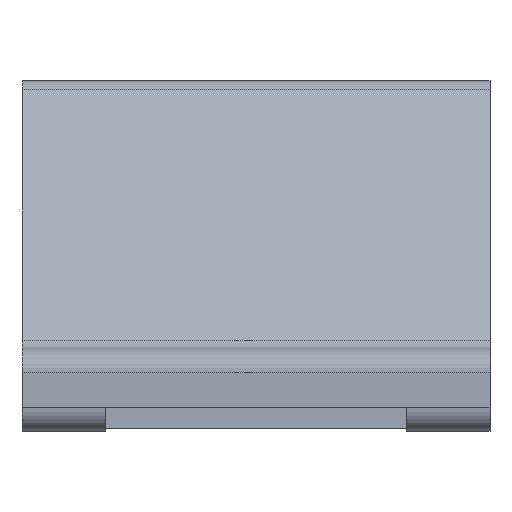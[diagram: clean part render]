
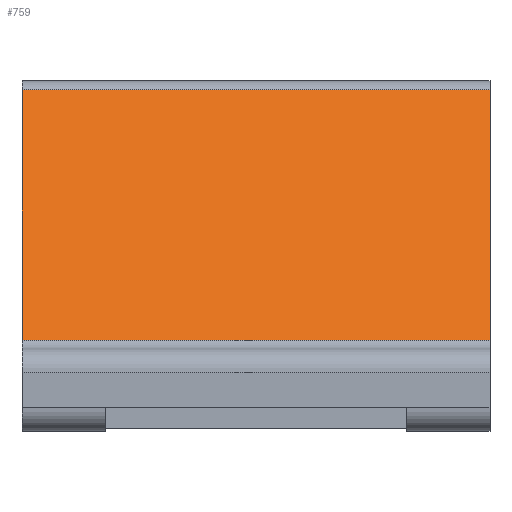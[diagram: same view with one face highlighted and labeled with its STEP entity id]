
A CAD part, top view. The second image highlights one B-rep face of the part: STEP entity #759.
In plain terms, the highlighted planar face has unit normal (0, 0.61, 0.793).
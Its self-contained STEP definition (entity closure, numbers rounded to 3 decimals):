
#67=FACE_OUTER_BOUND('',#111,.T.);
#111=EDGE_LOOP('',(#579,#580,#581,#582));
#184=LINE('',#1187,#273);
#189=LINE('',#1199,#278);
#190=LINE('',#1202,#279);
#191=LINE('',#1203,#280);
#273=VECTOR('',#956,10.);
#278=VECTOR('',#967,10.);
#279=VECTOR('',#970,10.);
#280=VECTOR('',#971,10.);
#354=VERTEX_POINT('',#1184);
#355=VERTEX_POINT('',#1186);
#358=VERTEX_POINT('',#1195);
#360=VERTEX_POINT('',#1201);
#436=EDGE_CURVE('',#354,#355,#184,.T.);
#443=EDGE_CURVE('',#355,#358,#189,.T.);
#444=EDGE_CURVE('',#360,#354,#190,.T.);
#445=EDGE_CURVE('',#358,#360,#191,.T.);
#579=ORIENTED_EDGE('',*,*,#443,.F.);
#580=ORIENTED_EDGE('',*,*,#436,.F.);
#581=ORIENTED_EDGE('',*,*,#444,.F.);
#582=ORIENTED_EDGE('',*,*,#445,.F.);
#722=PLANE('',#825);
#759=ADVANCED_FACE('',(#67),#722,.F.);
#825=AXIS2_PLACEMENT_3D('',#1200,#968,#969);
#956=DIRECTION('',(0.,0.793,-0.61));
#967=DIRECTION('',(1.,0.,0.));
#968=DIRECTION('center_axis',(0.,-0.61,-0.793));
#969=DIRECTION('ref_axis',(0.,0.793,-0.61));
#970=DIRECTION('',(-1.,0.,0.));
#971=DIRECTION('',(0.,-0.793,0.61));
#1184=CARTESIAN_POINT('',(0.,-22.219,31.38));
#1186=CARTESIAN_POINT('',(0.,-0.781,14.889));
#1187=CARTESIAN_POINT('',(0.,-19.641,29.397));
#1195=CARTESIAN_POINT('',(40.,-0.781,14.889));
#1199=CARTESIAN_POINT('',(10.,-0.781,14.889));
#1200=CARTESIAN_POINT('Origin',(0.,-23.,31.981));
#1201=CARTESIAN_POINT('',(40.,-22.219,31.38));
#1202=CARTESIAN_POINT('',(10.,-22.219,31.38));
#1203=CARTESIAN_POINT('',(40.,-9.976,21.962));
